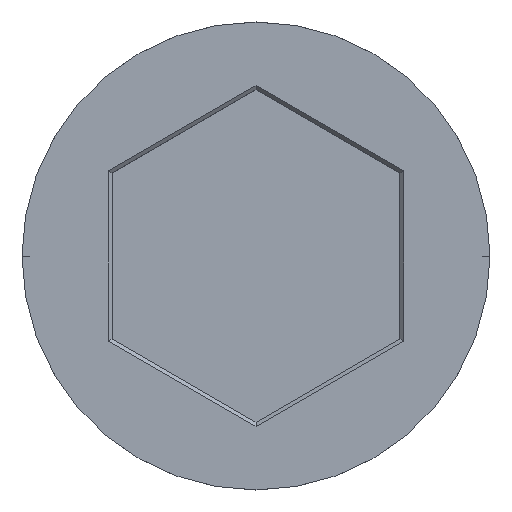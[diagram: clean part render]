
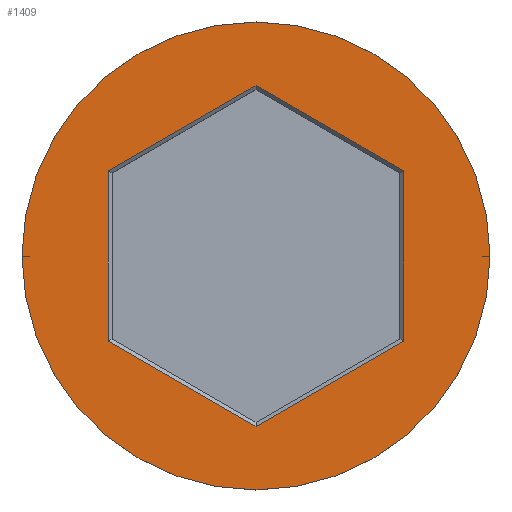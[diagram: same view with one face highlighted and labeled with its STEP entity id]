
A CAD part, top view. The second image highlights one B-rep face of the part: STEP entity #1409.
In plain terms, the highlighted planar face has unit normal (0, 0, 1).
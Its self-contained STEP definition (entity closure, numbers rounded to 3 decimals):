
#5 = CARTESIAN_POINT ( 'NONE',  ( 0.05, -4.705, 0. ) ) ;
#10 = CARTESIAN_POINT ( 'NONE',  ( 4.1, -2.309, 0. ) ) ;
#17 = CARTESIAN_POINT ( 'NONE',  ( 0., -4.734, 0. ) ) ;
#22 = VECTOR ( 'NONE', #1004, 1000. ) ;
#54 = EDGE_CURVE ( 'NONE', #163, #1105, #230, .T. ) ;
#75 = AXIS2_PLACEMENT_3D ( 'NONE', #955, #1549, #1191 ) ;
#86 = VERTEX_POINT ( 'NONE', #781 ) ;
#97 = PLANE ( 'NONE',  #305 ) ;
#163 = VERTEX_POINT ( 'NONE', #545 ) ;
#164 = ORIENTED_EDGE ( 'NONE', *, *, #366, .T. ) ;
#216 = EDGE_CURVE ( 'NONE', #86, #1154, #354, .T. ) ;
#230 = LINE ( 'NONE', #736, #1294 ) ;
#237 = ORIENTED_EDGE ( 'NONE', *, *, #450, .T. ) ;
#250 = CIRCLE ( 'NONE', #1533, 6.5 ) ;
#305 = AXIS2_PLACEMENT_3D ( 'NONE', #741, #596, #1094 ) ;
#344 = CARTESIAN_POINT ( 'NONE',  ( -4.1, 2.367, 0. ) ) ;
#354 = CIRCLE ( 'NONE', #75, 6.5 ) ;
#357 = LINE ( 'NONE', #476, #1243 ) ;
#366 = EDGE_CURVE ( 'NONE', #371, #619, #1361, .T. ) ;
#367 = CARTESIAN_POINT ( 'NONE',  ( 4.1, 2.367, 0. ) ) ;
#371 = VERTEX_POINT ( 'NONE', #625 ) ;
#374 = EDGE_CURVE ( 'NONE', #619, #163, #357, .T. ) ;
#416 = ORIENTED_EDGE ( 'NONE', *, *, #998, .T. ) ;
#423 = EDGE_LOOP ( 'NONE', ( #766, #416, #1337, #237, #164, #1517 ) ) ;
#433 = DIRECTION ( 'NONE',  ( 0.866, -0.5, 0. ) ) ;
#450 = EDGE_CURVE ( 'NONE', #1300, #371, #1112, .T. ) ;
#456 = DIRECTION ( 'NONE',  ( 0.866, 0.5, 0. ) ) ;
#476 = CARTESIAN_POINT ( 'NONE',  ( -4.05, -2.396, 0. ) ) ;
#481 = VERTEX_POINT ( 'NONE', #1399 ) ;
#545 = CARTESIAN_POINT ( 'NONE',  ( -4.1, -2.367, 0. ) ) ;
#596 = DIRECTION ( 'NONE',  ( 0., 0., 1. ) ) ;
#604 = DIRECTION ( 'NONE',  ( -0.866, -0.5, 0. ) ) ;
#619 = VERTEX_POINT ( 'NONE', #17 ) ;
#625 = CARTESIAN_POINT ( 'NONE',  ( 4.1, -2.367, 0. ) ) ;
#634 = CARTESIAN_POINT ( 'NONE',  ( 0., 0., 0. ) ) ;
#700 = LINE ( 'NONE', #1188, #938 ) ;
#702 = EDGE_CURVE ( 'NONE', #481, #1300, #700, .T. ) ;
#736 = CARTESIAN_POINT ( 'NONE',  ( -4.1, 2.309, 0. ) ) ;
#741 = CARTESIAN_POINT ( 'NONE',  ( 0., 0., 0. ) ) ;
#766 = ORIENTED_EDGE ( 'NONE', *, *, #54, .T. ) ;
#781 = CARTESIAN_POINT ( 'NONE',  ( 6.5, 0., 0. ) ) ;
#828 = LINE ( 'NONE', #941, #1424 ) ;
#855 = DIRECTION ( 'NONE',  ( -0.866, 0.5, 0. ) ) ;
#894 = DIRECTION ( 'NONE',  ( 1., 0., 0. ) ) ;
#938 = VECTOR ( 'NONE', #433, 1000. ) ;
#941 = CARTESIAN_POINT ( 'NONE',  ( -0.05, 4.705, 0. ) ) ;
#955 = CARTESIAN_POINT ( 'NONE',  ( 0., 0., 0. ) ) ;
#976 = FACE_BOUND ( 'NONE', #423, .T. ) ;
#982 = FACE_OUTER_BOUND ( 'NONE', #1271, .T. ) ;
#998 = EDGE_CURVE ( 'NONE', #1105, #481, #828, .T. ) ;
#1004 = DIRECTION ( 'NONE',  ( 0., -1., 0. ) ) ;
#1049 = CARTESIAN_POINT ( 'NONE',  ( -6.5, 0., 0. ) ) ;
#1094 = DIRECTION ( 'NONE',  ( 1., 0., 0. ) ) ;
#1105 = VERTEX_POINT ( 'NONE', #344 ) ;
#1109 = DIRECTION ( 'NONE',  ( 0., 1., 0. ) ) ;
#1112 = LINE ( 'NONE', #10, #22 ) ;
#1154 = VERTEX_POINT ( 'NONE', #1049 ) ;
#1188 = CARTESIAN_POINT ( 'NONE',  ( 4.05, 2.396, 0. ) ) ;
#1191 = DIRECTION ( 'NONE',  ( 1., 0., 0. ) ) ;
#1243 = VECTOR ( 'NONE', #855, 1000. ) ;
#1271 = EDGE_LOOP ( 'NONE', ( #1461, #1311 ) ) ;
#1277 = DIRECTION ( 'NONE',  ( 0., 0., 1. ) ) ;
#1294 = VECTOR ( 'NONE', #1109, 1000. ) ;
#1300 = VERTEX_POINT ( 'NONE', #367 ) ;
#1311 = ORIENTED_EDGE ( 'NONE', *, *, #1458, .T. ) ;
#1337 = ORIENTED_EDGE ( 'NONE', *, *, #702, .T. ) ;
#1361 = LINE ( 'NONE', #5, #1444 ) ;
#1399 = CARTESIAN_POINT ( 'NONE',  ( 0., 4.734, 0. ) ) ;
#1409 = ADVANCED_FACE ( 'NONE', ( #976, #982 ), #97, .T. ) ;
#1424 = VECTOR ( 'NONE', #456, 1000. ) ;
#1444 = VECTOR ( 'NONE', #604, 1000. ) ;
#1458 = EDGE_CURVE ( 'NONE', #1154, #86, #250, .T. ) ;
#1461 = ORIENTED_EDGE ( 'NONE', *, *, #216, .T. ) ;
#1517 = ORIENTED_EDGE ( 'NONE', *, *, #374, .T. ) ;
#1533 = AXIS2_PLACEMENT_3D ( 'NONE', #634, #1277, #894 ) ;
#1549 = DIRECTION ( 'NONE',  ( 0., 0., 1. ) ) ;
